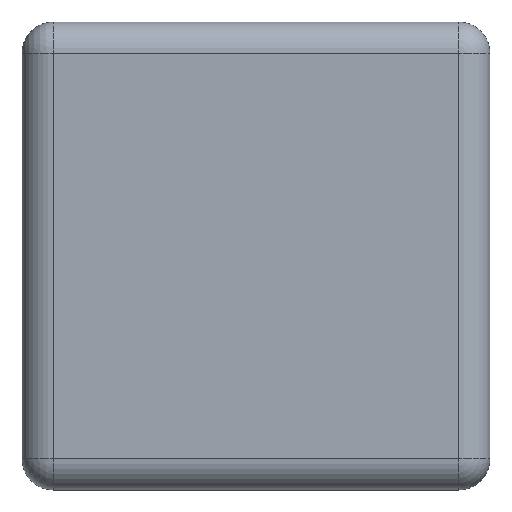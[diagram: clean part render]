
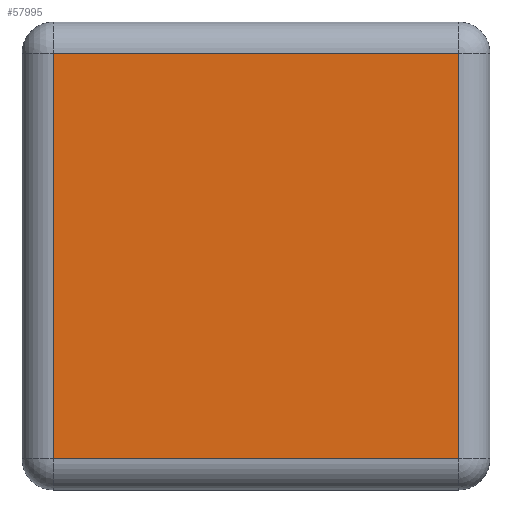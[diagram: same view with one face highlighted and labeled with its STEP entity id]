
A CAD part, front view. The second image highlights one B-rep face of the part: STEP entity #57995.
In plain terms, the highlighted planar face has unit normal (0, -1, 0).
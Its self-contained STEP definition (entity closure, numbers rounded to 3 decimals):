
#6446 = DIRECTION ( 'NONE',  ( 0., 0., -1. ) ) ;
#10261 = EDGE_CURVE ( 'NONE', #90399, #58847, #96302, .T. ) ;
#10459 = ORIENTED_EDGE ( 'NONE', *, *, #59523, .T. ) ;
#11822 = EDGE_CURVE ( 'NONE', #47870, #90399, #28969, .T. ) ;
#15901 = LINE ( 'NONE', #72947, #33327 ) ;
#16956 = CARTESIAN_POINT ( 'NONE',  ( -517.906, -181.587, 517.906 ) ) ;
#19305 = CARTESIAN_POINT ( 'NONE',  ( 0., -181.587, 517.906 ) ) ;
#23837 = LINE ( 'NONE', #98650, #49639 ) ;
#28969 = LINE ( 'NONE', #19305, #47212 ) ;
#29111 = ORIENTED_EDGE ( 'NONE', *, *, #11822, .T. ) ;
#29752 = VERTEX_POINT ( 'NONE', #42663 ) ;
#30959 = DIRECTION ( 'NONE',  ( 0., 0., 1. ) ) ;
#32406 = EDGE_CURVE ( 'NONE', #29752, #47870, #15901, .T. ) ;
#33327 = VECTOR ( 'NONE', #30959, 1000. ) ;
#38218 = DIRECTION ( 'NONE',  ( 0., 0., -1. ) ) ;
#42663 = CARTESIAN_POINT ( 'NONE',  ( 517.906, -181.587, -517.906 ) ) ;
#43788 = ORIENTED_EDGE ( 'NONE', *, *, #32406, .T. ) ;
#44065 = DIRECTION ( 'NONE',  ( -1., 0., 0. ) ) ;
#45163 = CARTESIAN_POINT ( 'NONE',  ( -517.906, -181.587, 0. ) ) ;
#47212 = VECTOR ( 'NONE', #44065, 1000. ) ;
#47870 = VERTEX_POINT ( 'NONE', #67899 ) ;
#49639 = VECTOR ( 'NONE', #65784, 1000. ) ;
#52392 = CARTESIAN_POINT ( 'NONE',  ( 0., -181.587, 0. ) ) ;
#52932 = PLANE ( 'NONE',  #104463 ) ;
#57995 = ADVANCED_FACE ( 'NONE', ( #64582 ), #52932, .T. ) ;
#58847 = VERTEX_POINT ( 'NONE', #84324 ) ;
#59482 = EDGE_LOOP ( 'NONE', ( #29111, #88780, #10459, #43788 ) ) ;
#59523 = EDGE_CURVE ( 'NONE', #58847, #29752, #23837, .T. ) ;
#64582 = FACE_OUTER_BOUND ( 'NONE', #59482, .T. ) ;
#65784 = DIRECTION ( 'NONE',  ( 1., 0., 0. ) ) ;
#67899 = CARTESIAN_POINT ( 'NONE',  ( 517.906, -181.587, 517.906 ) ) ;
#72947 = CARTESIAN_POINT ( 'NONE',  ( 517.906, -181.587, 0. ) ) ;
#84324 = CARTESIAN_POINT ( 'NONE',  ( -517.906, -181.587, -517.906 ) ) ;
#88780 = ORIENTED_EDGE ( 'NONE', *, *, #10261, .T. ) ;
#90399 = VERTEX_POINT ( 'NONE', #16956 ) ;
#96302 = LINE ( 'NONE', #45163, #102084 ) ;
#96897 = DIRECTION ( 'NONE',  ( 0., -1., 0. ) ) ;
#98650 = CARTESIAN_POINT ( 'NONE',  ( 0., -181.587, -517.906 ) ) ;
#102084 = VECTOR ( 'NONE', #6446, 1000. ) ;
#104463 = AXIS2_PLACEMENT_3D ( 'NONE', #52392, #96897, #38218 ) ;
